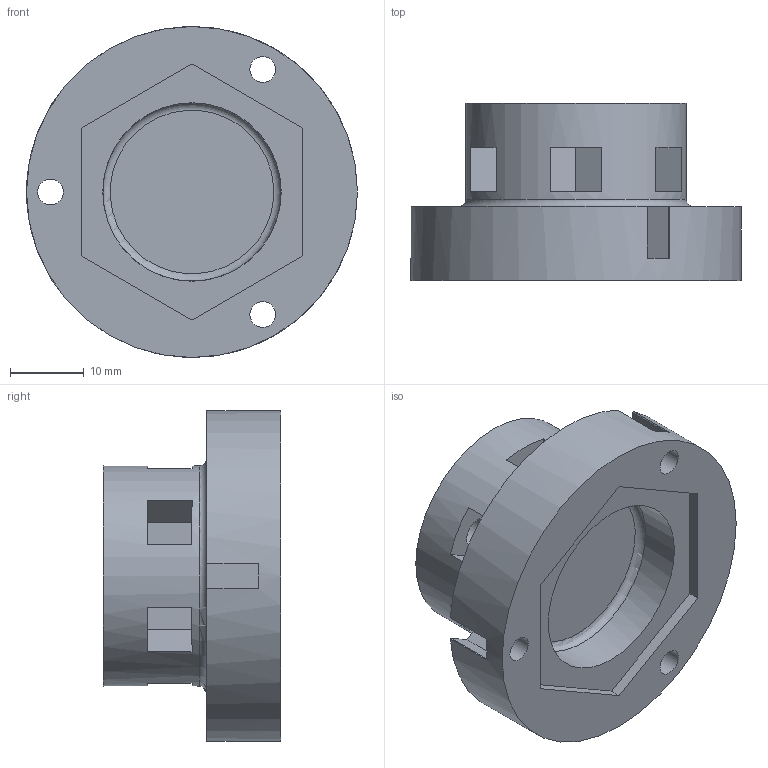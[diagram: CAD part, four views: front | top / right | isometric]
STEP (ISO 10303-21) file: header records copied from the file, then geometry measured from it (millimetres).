
FILE_DESCRIPTION(/* description */ ('STEP AP214'),/* implementation_level */ '2;1');
FILE_NAME(/* name */ '6819424d50d50a4ee4875ad1',/* time_stamp */ '2025-05-05T22:57:18Z',/* author */ (''),/* organization */ (''),/* preprocessor_version */ 'ST-DEVELOPER v20',/* originating_system */ 'ONSHAPE BY PTC INC, 1.197',/* authorisation */ ' ');
FILE_SCHEMA (('AUTOMOTIVE_DESIGN {1 0 10303 214 3 1 1}'));
Length unit declared in the file: metre
Products named in the file (1): Part 1
Bounding box: 44.8 x 24 x 44.8 mm (x, y, z)
Volume: 18315.5 mm3; surface area: 8192.8 mm2
Topology: 1 solids, 1 shells, 85 faces, 223 edges, 149 vertices
Faces by surface type: plane 71, cylinder 12, torus 2
Full cylindrical faces by diameter (mm): 3.5 x3, 4.3 x6, 24.15 x1, 29.85 x1, 44.8 x1
Entity records: 2568 total; most frequent: CARTESIAN_POINT 436, DIRECTION 420, ORIENTED_EDGE 410, EDGE_CURVE 205, LINE 162, VECTOR 162, VERTEX_POINT 145, AXIS2_PLACEMENT_3D 129
